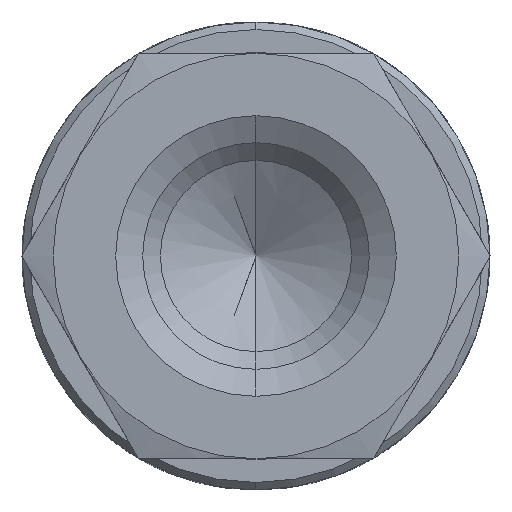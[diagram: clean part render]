
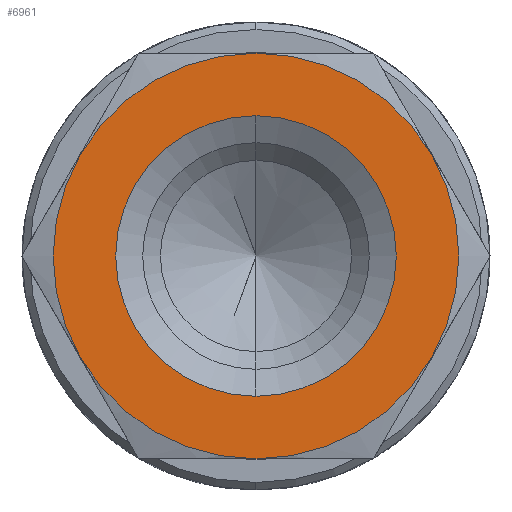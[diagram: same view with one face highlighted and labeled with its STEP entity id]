
A CAD part, left-side view. The second image highlights one B-rep face of the part: STEP entity #6961.
In plain terms, the highlighted planar face has unit normal (-1, 0, 0).
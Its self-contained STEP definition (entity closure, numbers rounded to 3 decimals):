
#15 = AXIS2_PLACEMENT_3D ( 'NONE', #1109, #1842, #7077 ) ;
#77 = VERTEX_POINT ( 'NONE', #8057 ) ;
#204 = DIRECTION ( 'NONE',  ( 0., 0., 1. ) ) ;
#280 = VERTEX_POINT ( 'NONE', #2749 ) ;
#417 = CARTESIAN_POINT ( 'NONE',  ( 221.847, 438.213, 0. ) ) ;
#915 = AXIS2_PLACEMENT_3D ( 'NONE', #4723, #8512, #2512 ) ;
#927 = CIRCLE ( 'NONE', #3640, 7.137 ) ;
#962 = ORIENTED_EDGE ( 'NONE', *, *, #7364, .T. ) ;
#1109 = CARTESIAN_POINT ( 'NONE',  ( 221.847, 427.895, 0. ) ) ;
#1660 = FACE_OUTER_BOUND ( 'NONE', #5629, .T. ) ;
#1776 = FACE_BOUND ( 'NONE', #7814, .T. ) ;
#1842 = DIRECTION ( 'NONE',  ( -1., 0., 0. ) ) ;
#2224 = AXIS2_PLACEMENT_3D ( 'NONE', #3804, #9065, #4577 ) ;
#2492 = EDGE_CURVE ( 'NONE', #280, #8137, #8345, .T. ) ;
#2512 = DIRECTION ( 'NONE',  ( 0., 0., 1. ) ) ;
#2749 = CARTESIAN_POINT ( 'NONE',  ( 221.847, 427.895, -10.319 ) ) ;
#3115 = VERTEX_POINT ( 'NONE', #6545 ) ;
#3640 = AXIS2_PLACEMENT_3D ( 'NONE', #9146, #5432, #204 ) ;
#3804 = CARTESIAN_POINT ( 'NONE',  ( 221.847, 427.895, 0. ) ) ;
#3949 = DIRECTION ( 'NONE',  ( 1., 0., 0. ) ) ;
#4054 = EDGE_CURVE ( 'NONE', #77, #3115, #927, .T. ) ;
#4577 = DIRECTION ( 'NONE',  ( 0., 0., 1. ) ) ;
#4723 = CARTESIAN_POINT ( 'NONE',  ( 221.847, 427.895, 0. ) ) ;
#4744 = DIRECTION ( 'NONE',  ( 0., 0., -1. ) ) ;
#4766 = CIRCLE ( 'NONE', #2224, 10.319 ) ;
#5219 = AXIS2_PLACEMENT_3D ( 'NONE', #417, #3949, #4744 ) ;
#5283 = EDGE_CURVE ( 'NONE', #3115, #77, #5297, .T. ) ;
#5297 = CIRCLE ( 'NONE', #15, 7.137 ) ;
#5432 = DIRECTION ( 'NONE',  ( -1., 0., 0. ) ) ;
#5629 = EDGE_LOOP ( 'NONE', ( #6308, #962 ) ) ;
#6308 = ORIENTED_EDGE ( 'NONE', *, *, #2492, .T. ) ;
#6545 = CARTESIAN_POINT ( 'NONE',  ( 221.847, 427.895, 7.137 ) ) ;
#6638 = ORIENTED_EDGE ( 'NONE', *, *, #4054, .F. ) ;
#6961 = ADVANCED_FACE ( 'NONE', ( #1776, #1660 ), #7807, .F. ) ;
#7077 = DIRECTION ( 'NONE',  ( 0., 0., 1. ) ) ;
#7364 = EDGE_CURVE ( 'NONE', #8137, #280, #4766, .T. ) ;
#7807 = PLANE ( 'NONE',  #5219 ) ;
#7814 = EDGE_LOOP ( 'NONE', ( #9121, #6638 ) ) ;
#8057 = CARTESIAN_POINT ( 'NONE',  ( 221.847, 427.895, -7.137 ) ) ;
#8137 = VERTEX_POINT ( 'NONE', #9593 ) ;
#8345 = CIRCLE ( 'NONE', #915, 10.319 ) ;
#8512 = DIRECTION ( 'NONE',  ( -1., 0., 0. ) ) ;
#9065 = DIRECTION ( 'NONE',  ( -1., 0., 0. ) ) ;
#9121 = ORIENTED_EDGE ( 'NONE', *, *, #5283, .F. ) ;
#9146 = CARTESIAN_POINT ( 'NONE',  ( 221.847, 427.895, 0. ) ) ;
#9593 = CARTESIAN_POINT ( 'NONE',  ( 221.847, 427.895, 10.319 ) ) ;
